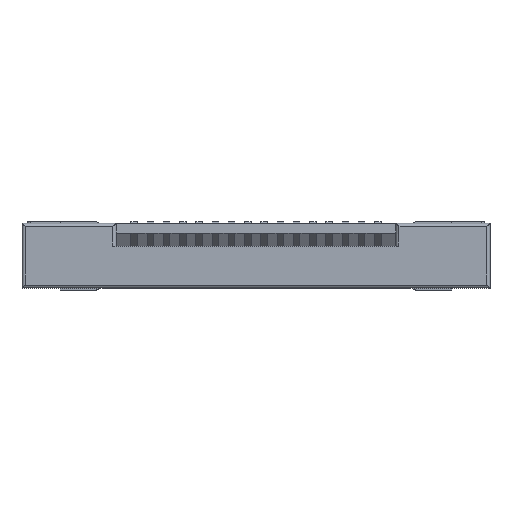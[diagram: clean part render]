
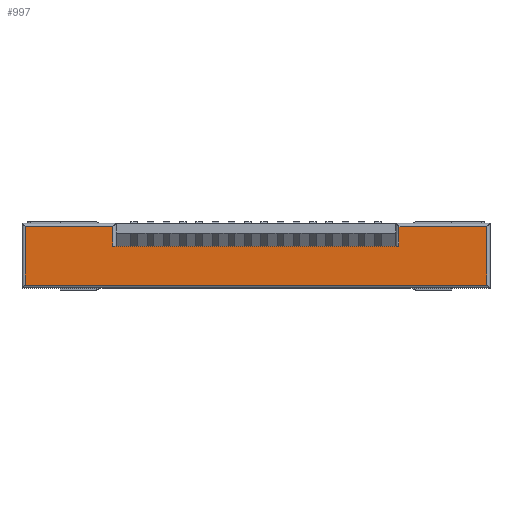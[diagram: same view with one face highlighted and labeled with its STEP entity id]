
A CAD part, top view. The second image highlights one B-rep face of the part: STEP entity #997.
In plain terms, the highlighted planar face has unit normal (0, 0, 1).
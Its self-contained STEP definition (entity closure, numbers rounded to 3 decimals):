
#997 = ADVANCED_FACE( '', ( #2208 ), #2209, .F. );
#2208 = FACE_OUTER_BOUND( '', #3715, .T. );
#2209 = PLANE( '', #3716 );
#3715 = EDGE_LOOP( '', ( #6016, #6017, #6018, #6019, #6020, #6021, #6022, #6023 ) );
#3716 = AXIS2_PLACEMENT_3D( '', #6024, #6025, #6026 );
#6016 = ORIENTED_EDGE( '', *, *, #10696, .T. );
#6017 = ORIENTED_EDGE( '', *, *, #10697, .F. );
#6018 = ORIENTED_EDGE( '', *, *, #10698, .T. );
#6019 = ORIENTED_EDGE( '', *, *, #10699, .T. );
#6020 = ORIENTED_EDGE( '', *, *, #10700, .T. );
#6021 = ORIENTED_EDGE( '', *, *, #10025, .T. );
#6022 = ORIENTED_EDGE( '', *, *, #10701, .T. );
#6023 = ORIENTED_EDGE( '', *, *, #10702, .T. );
#6024 = CARTESIAN_POINT( '', ( 0., 0., 0.65 ) );
#6025 = DIRECTION( '', ( 0., 0., -1. ) );
#6026 = DIRECTION( '', ( -1., 0., 0. ) );
#10025 = EDGE_CURVE( '', #12137, #12135, #12138, .F. );
#10696 = EDGE_CURVE( '', #13288, #13289, #13290, .F. );
#10697 = EDGE_CURVE( '', #13291, #13289, #13292, .T. );
#10698 = EDGE_CURVE( '', #13291, #13293, #13294, .F. );
#10699 = EDGE_CURVE( '', #13293, #13295, #13296, .F. );
#10700 = EDGE_CURVE( '', #13295, #12137, #13297, .F. );
#10701 = EDGE_CURVE( '', #12135, #13298, #13299, .F. );
#10702 = EDGE_CURVE( '', #13298, #13288, #13300, .F. );
#12135 = VERTEX_POINT( '', #15257 );
#12137 = VERTEX_POINT( '', #15259 );
#12138 = LINE( '', #15260, #15261 );
#13288 = VERTEX_POINT( '', #16945 );
#13289 = VERTEX_POINT( '', #16946 );
#13290 = LINE( '', #16947, #16948 );
#13291 = VERTEX_POINT( '', #16949 );
#13292 = LINE( '', #16950, #16951 );
#13293 = VERTEX_POINT( '', #16952 );
#13294 = LINE( '', #16953, #16954 );
#13295 = VERTEX_POINT( '', #16955 );
#13296 = LINE( '', #16956, #16957 );
#13297 = LINE( '', #16958, #16959 );
#13298 = VERTEX_POINT( '', #16960 );
#13299 = LINE( '', #16961, #16962 );
#13300 = LINE( '', #16963, #16964 );
#15257 = CARTESIAN_POINT( '', ( 7.1, -0.9, 0.65 ) );
#15259 = CARTESIAN_POINT( '', ( -7.1, -0.9, 0.65 ) );
#15260 = CARTESIAN_POINT( '', ( 7.2, -0.9, 0.65 ) );
#15261 = VECTOR( '', #19737, 1000. );
#16945 = CARTESIAN_POINT( '', ( 4.4, 0.9, 0.65 ) );
#16946 = CARTESIAN_POINT( '', ( 4.4, 0.3, 0.65 ) );
#16947 = CARTESIAN_POINT( '', ( 4.4, 0.3, 0.65 ) );
#16948 = VECTOR( '', #20347, 1000. );
#16949 = CARTESIAN_POINT( '', ( -4.4, 0.3, 0.65 ) );
#16950 = CARTESIAN_POINT( '', ( -4.3, 0.3, 0.65 ) );
#16951 = VECTOR( '', #20348, 1000. );
#16952 = CARTESIAN_POINT( '', ( -4.4, 0.9, 0.65 ) );
#16953 = CARTESIAN_POINT( '', ( -4.4, 1., 0.65 ) );
#16954 = VECTOR( '', #20349, 1000. );
#16955 = CARTESIAN_POINT( '', ( -7.1, 0.9, 0.65 ) );
#16956 = CARTESIAN_POINT( '', ( -7.2, 0.9, 0.65 ) );
#16957 = VECTOR( '', #20350, 1000. );
#16958 = CARTESIAN_POINT( '', ( -7.1, -1., 0.65 ) );
#16959 = VECTOR( '', #20351, 1000. );
#16960 = CARTESIAN_POINT( '', ( 7.1, 0.9, 0.65 ) );
#16961 = CARTESIAN_POINT( '', ( 7.1, 1., 0.65 ) );
#16962 = VECTOR( '', #20352, 1000. );
#16963 = CARTESIAN_POINT( '', ( 4.3, 0.9, 0.65 ) );
#16964 = VECTOR( '', #20353, 1000. );
#19737 = DIRECTION( '', ( -1., 0., 0. ) );
#20347 = DIRECTION( '', ( 0., 1., 0. ) );
#20348 = DIRECTION( '', ( 1., 0., 0. ) );
#20349 = DIRECTION( '', ( 0., -1., 0. ) );
#20350 = DIRECTION( '', ( 1., 0., 0. ) );
#20351 = DIRECTION( '', ( 0., 1., 0. ) );
#20352 = DIRECTION( '', ( 0., -1., 0. ) );
#20353 = DIRECTION( '', ( 1., 0., 0. ) );
